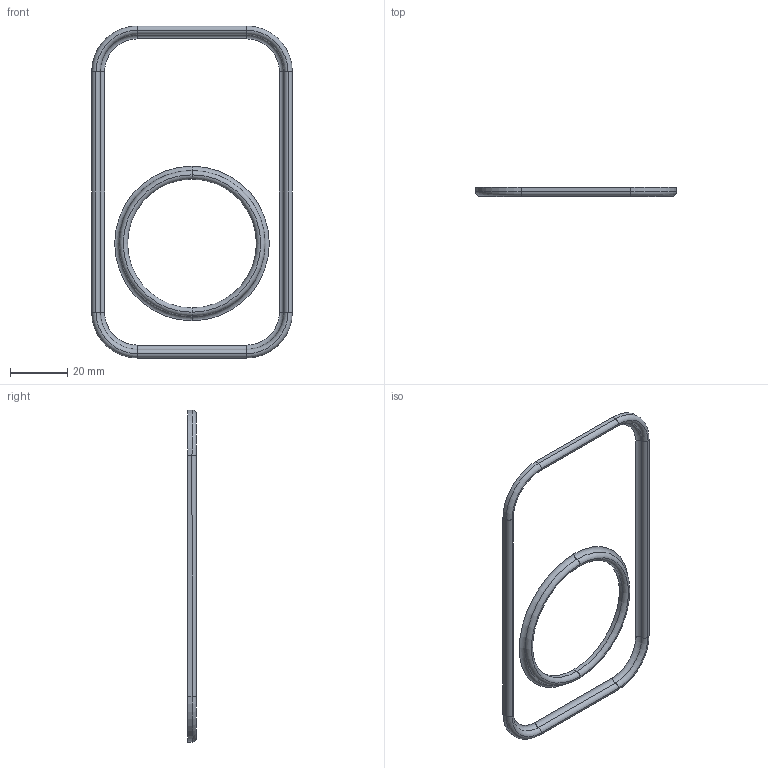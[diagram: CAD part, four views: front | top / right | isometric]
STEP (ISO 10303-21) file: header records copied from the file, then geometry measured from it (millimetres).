
FILE_DESCRIPTION (( 'STEP AP214' ), '1' );
FILE_NAME ('ToolHeadCover rim detail.STEP', '2025-06-29T01:14:26', ( '' ), ( '' ), 'SwSTEP 2.0', 'SolidWorks 2024', '' );
FILE_SCHEMA (( 'AUTOMOTIVE_DESIGN' ));
Length unit declared in the file: millimetre
Products named in the file (1): ToolHeadCover rim detail
Bounding box: 70.1 x 3 x 116 mm (x, y, z)
Volume: 4140.2 mm3; surface area: 6352.7 mm2
Topology: 2 solids, 2 shells, 42 faces, 90 edges, 50 vertices
Faces by surface type: torus 18, cylinder 18, plane 6
Entity records: 1636 total; most frequent: DIRECTION 236, CARTESIAN_POINT 183, ORIENTED_EDGE 180, AXIS2_PLACEMENT_3D 103, EDGE_CURVE 90, CIRCLE 60, VERTEX_POINT 50, UNCERTAINTY_MEASURE_WITH_UNIT 45
